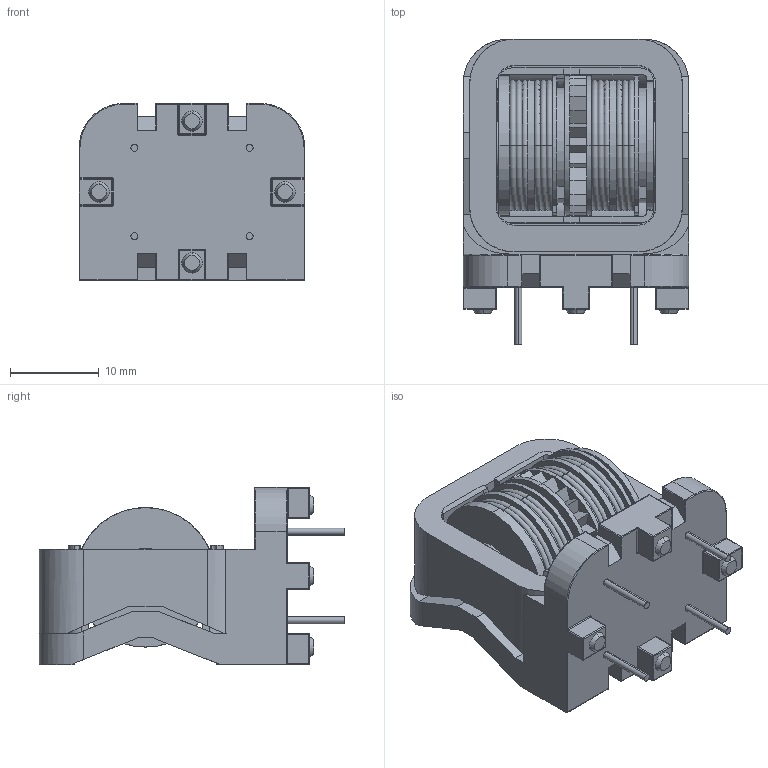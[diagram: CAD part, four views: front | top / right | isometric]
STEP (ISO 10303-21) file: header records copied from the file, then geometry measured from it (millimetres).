
FILE_DESCRIPTION (( 'STEP AP214' ), '1' );
FILE_NAME ('SSRH24NVS(MAX-LOGO).STEP', '2018-11-06T04:02:18', ( '' ), ( '' ), 'SwSTEP 2.0', 'SolidWorks 2018', '' );
FILE_SCHEMA (( 'AUTOMOTIVE_DESIGN' ));
Length unit declared in the file: millimetre
Products named in the file (1): SSRH24NVS(MAX-LOGO)
Bounding box: 25.5 x 34.5 x 20 mm (x, y, z)
Volume: 8371.1 mm3; surface area: 8522.3 mm2
Topology: 1 solids, 1 shells, 637 faces, 1591 edges, 946 vertices
Faces by surface type: plane 367, cylinder 190, torus 40, sphere 32, cone 8
Entity records: 25542 total; most frequent: DIRECTION 3311, CARTESIAN_POINT 3261, ORIENTED_EDGE 3118, EDGE_CURVE 1559, AXIS2_PLACEMENT_3D 1148, VECTOR 1015, LINE 1015, VERTEX_POINT 946
